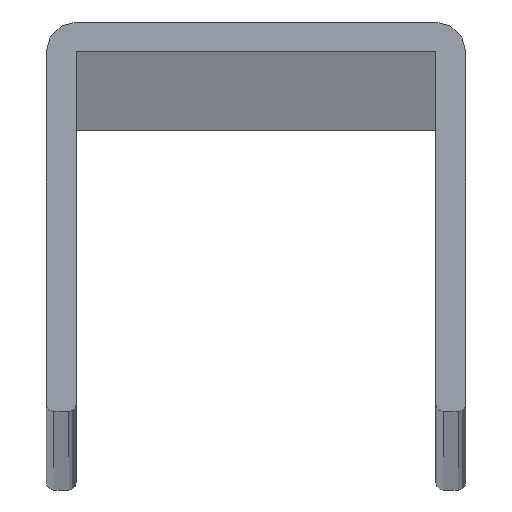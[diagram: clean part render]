
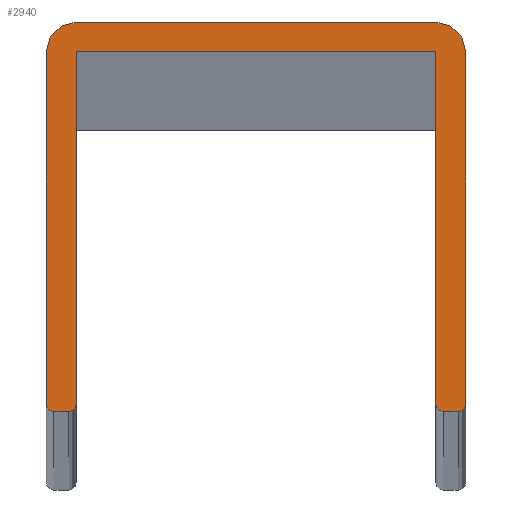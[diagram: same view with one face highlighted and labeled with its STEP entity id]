
A CAD part, top view. The second image highlights one B-rep face of the part: STEP entity #2940.
In plain terms, the highlighted planar face has unit normal (0, 0, 1).
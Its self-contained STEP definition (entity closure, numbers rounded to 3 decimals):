
#62 = DIRECTION ( 'NONE',  ( 0., -1., 0. ) ) ;
#318 = VERTEX_POINT ( 'NONE', #5240 ) ;
#449 = CARTESIAN_POINT ( 'NONE',  ( -12., 0.5, 1500. ) ) ;
#506 = CARTESIAN_POINT ( 'NONE',  ( 12., 26., 1500. ) ) ;
#572 = DIRECTION ( 'NONE',  ( 1., 0., 0. ) ) ;
#662 = VERTEX_POINT ( 'NONE', #10320 ) ;
#726 = DIRECTION ( 'NONE',  ( 0., 0., 1. ) ) ;
#925 = EDGE_LOOP ( 'NONE', ( #5633, #11154, #9080, #1388, #6230, #1692, #2986, #14591, #12539, #3121, #13893, #3071, #1797, #2847 ) ) ;
#974 = DIRECTION ( 'NONE',  ( 1., 0., 0. ) ) ;
#1122 = CARTESIAN_POINT ( 'NONE',  ( -14., 0.5, 1500. ) ) ;
#1173 = EDGE_CURVE ( 'NONE', #11795, #318, #2122, .T. ) ;
#1316 = CARTESIAN_POINT ( 'NONE',  ( -12.5, 0.5, 1500. ) ) ;
#1388 = ORIENTED_EDGE ( 'NONE', *, *, #7104, .T. ) ;
#1559 = CARTESIAN_POINT ( 'NONE',  ( -12., 24., 1500. ) ) ;
#1692 = ORIENTED_EDGE ( 'NONE', *, *, #6064, .T. ) ;
#1797 = ORIENTED_EDGE ( 'NONE', *, *, #13778, .F. ) ;
#1815 = CARTESIAN_POINT ( 'NONE',  ( -12., 24., 1500. ) ) ;
#1828 = VECTOR ( 'NONE', #62, 1000. ) ;
#1852 = VERTEX_POINT ( 'NONE', #2133 ) ;
#2122 = LINE ( 'NONE', #5157, #11410 ) ;
#2133 = CARTESIAN_POINT ( 'NONE',  ( -12., 26., 1500. ) ) ;
#2170 = CARTESIAN_POINT ( 'NONE',  ( 12., 0.5, 1500. ) ) ;
#2316 = CARTESIAN_POINT ( 'NONE',  ( 14., 24., 1500. ) ) ;
#2345 = DIRECTION ( 'NONE',  ( 0., 0., -1. ) ) ;
#2409 = CARTESIAN_POINT ( 'NONE',  ( -12., 26., 1500. ) ) ;
#2656 = EDGE_CURVE ( 'NONE', #12507, #4182, #7974, .T. ) ;
#2772 = EDGE_CURVE ( 'NONE', #3731, #318, #4654, .T. ) ;
#2847 = ORIENTED_EDGE ( 'NONE', *, *, #8491, .F. ) ;
#2940 = ADVANCED_FACE ( 'NONE', ( #9635 ), #13712, .T. ) ;
#2986 = ORIENTED_EDGE ( 'NONE', *, *, #10793, .T. ) ;
#3025 = CARTESIAN_POINT ( 'NONE',  ( -13.5, 0., 1500. ) ) ;
#3071 = ORIENTED_EDGE ( 'NONE', *, *, #1173, .F. ) ;
#3121 = ORIENTED_EDGE ( 'NONE', *, *, #7238, .F. ) ;
#3140 = CIRCLE ( 'NONE', #8416, 0.5 ) ;
#3355 = AXIS2_PLACEMENT_3D ( 'NONE', #1815, #10125, #4020 ) ;
#3525 = EDGE_CURVE ( 'NONE', #12102, #7334, #5906, .T. ) ;
#3616 = VERTEX_POINT ( 'NONE', #11743 ) ;
#3731 = VERTEX_POINT ( 'NONE', #11940 ) ;
#3918 = EDGE_CURVE ( 'NONE', #1852, #7334, #14795, .T. ) ;
#3934 = AXIS2_PLACEMENT_3D ( 'NONE', #7207, #9560, #15356 ) ;
#4013 = CIRCLE ( 'NONE', #3934, 0.5 ) ;
#4020 = DIRECTION ( 'NONE',  ( 1., 0., 0. ) ) ;
#4142 = EDGE_CURVE ( 'NONE', #4182, #11580, #10542, .T. ) ;
#4182 = VERTEX_POINT ( 'NONE', #2170 ) ;
#4238 = DIRECTION ( 'NONE',  ( 1., 0., 0. ) ) ;
#4242 = DIRECTION ( 'NONE',  ( 1., 0., 0. ) ) ;
#4643 = DIRECTION ( 'NONE',  ( 1., 0., 0. ) ) ;
#4654 = CIRCLE ( 'NONE', #8595, 0.5 ) ;
#5032 = CARTESIAN_POINT ( 'NONE',  ( 13.5, 0., 1500. ) ) ;
#5130 = AXIS2_PLACEMENT_3D ( 'NONE', #6591, #726, #4238 ) ;
#5157 = CARTESIAN_POINT ( 'NONE',  ( 14., 24., 1500. ) ) ;
#5240 = CARTESIAN_POINT ( 'NONE',  ( 14., 0.5, 1500. ) ) ;
#5537 = VECTOR ( 'NONE', #5740, 1000. ) ;
#5633 = ORIENTED_EDGE ( 'NONE', *, *, #3918, .T. ) ;
#5740 = DIRECTION ( 'NONE',  ( 0., 1., 0. ) ) ;
#5906 = LINE ( 'NONE', #1122, #5537 ) ;
#6064 = EDGE_CURVE ( 'NONE', #12416, #662, #9910, .T. ) ;
#6177 = LINE ( 'NONE', #3025, #10838 ) ;
#6230 = ORIENTED_EDGE ( 'NONE', *, *, #7466, .T. ) ;
#6282 = CARTESIAN_POINT ( 'NONE',  ( 13.5, 0.5, 1500. ) ) ;
#6563 = CARTESIAN_POINT ( 'NONE',  ( 12.5, 0., 1500. ) ) ;
#6591 = CARTESIAN_POINT ( 'NONE',  ( -12., 24., 1500. ) ) ;
#6930 = CARTESIAN_POINT ( 'NONE',  ( 12.5, 0.5, 1500. ) ) ;
#7058 = CARTESIAN_POINT ( 'NONE',  ( -13.5, 0., 1500. ) ) ;
#7104 = EDGE_CURVE ( 'NONE', #13139, #3616, #6177, .T. ) ;
#7149 = VECTOR ( 'NONE', #572, 1000. ) ;
#7207 = CARTESIAN_POINT ( 'NONE',  ( -13.5, 0.5, 1500. ) ) ;
#7238 = EDGE_CURVE ( 'NONE', #3731, #11580, #12527, .T. ) ;
#7334 = VERTEX_POINT ( 'NONE', #10095 ) ;
#7466 = EDGE_CURVE ( 'NONE', #3616, #12416, #3140, .T. ) ;
#7780 = CIRCLE ( 'NONE', #15389, 2. ) ;
#7945 = CARTESIAN_POINT ( 'NONE',  ( -12., 0.5, 1500. ) ) ;
#7951 = CARTESIAN_POINT ( 'NONE',  ( 12., 24., 1500. ) ) ;
#7974 = LINE ( 'NONE', #8422, #1828 ) ;
#8402 = DIRECTION ( 'NONE',  ( -1., 0., 0. ) ) ;
#8416 = AXIS2_PLACEMENT_3D ( 'NONE', #1316, #9634, #12011 ) ;
#8422 = CARTESIAN_POINT ( 'NONE',  ( 12., 24., 1500. ) ) ;
#8491 = EDGE_CURVE ( 'NONE', #1852, #9991, #11833, .T. ) ;
#8595 = AXIS2_PLACEMENT_3D ( 'NONE', #6282, #8724, #4242 ) ;
#8724 = DIRECTION ( 'NONE',  ( 0., 0., 1. ) ) ;
#8939 = CARTESIAN_POINT ( 'NONE',  ( -14., 0.5, 1500. ) ) ;
#9080 = ORIENTED_EDGE ( 'NONE', *, *, #10987, .T. ) ;
#9368 = VECTOR ( 'NONE', #13316, 1000. ) ;
#9549 = VECTOR ( 'NONE', #11353, 1000. ) ;
#9560 = DIRECTION ( 'NONE',  ( 0., 0., 1. ) ) ;
#9624 = VECTOR ( 'NONE', #10767, 1000. ) ;
#9634 = DIRECTION ( 'NONE',  ( 0., 0., 1. ) ) ;
#9635 = FACE_OUTER_BOUND ( 'NONE', #925, .T. ) ;
#9910 = LINE ( 'NONE', #7945, #9549 ) ;
#9991 = VERTEX_POINT ( 'NONE', #506 ) ;
#10095 = CARTESIAN_POINT ( 'NONE',  ( -14., 24., 1500. ) ) ;
#10125 = DIRECTION ( 'NONE',  ( 0., 0., 1. ) ) ;
#10320 = CARTESIAN_POINT ( 'NONE',  ( -12., 24., 1500. ) ) ;
#10542 = CIRCLE ( 'NONE', #13882, 0.5 ) ;
#10767 = DIRECTION ( 'NONE',  ( 1., 0., 0. ) ) ;
#10793 = EDGE_CURVE ( 'NONE', #662, #12507, #13099, .T. ) ;
#10838 = VECTOR ( 'NONE', #4643, 1000. ) ;
#10987 = EDGE_CURVE ( 'NONE', #12102, #13139, #4013, .T. ) ;
#11154 = ORIENTED_EDGE ( 'NONE', *, *, #3525, .F. ) ;
#11353 = DIRECTION ( 'NONE',  ( 0., 1., 0. ) ) ;
#11410 = VECTOR ( 'NONE', #13516, 1000. ) ;
#11580 = VERTEX_POINT ( 'NONE', #6563 ) ;
#11743 = CARTESIAN_POINT ( 'NONE',  ( -12.5, 0., 1500. ) ) ;
#11795 = VERTEX_POINT ( 'NONE', #2316 ) ;
#11833 = LINE ( 'NONE', #2409, #9624 ) ;
#11940 = CARTESIAN_POINT ( 'NONE',  ( 13.5, 0., 1500. ) ) ;
#12011 = DIRECTION ( 'NONE',  ( 1., 0., 0. ) ) ;
#12102 = VERTEX_POINT ( 'NONE', #8939 ) ;
#12416 = VERTEX_POINT ( 'NONE', #449 ) ;
#12507 = VERTEX_POINT ( 'NONE', #7951 ) ;
#12527 = LINE ( 'NONE', #5032, #9368 ) ;
#12539 = ORIENTED_EDGE ( 'NONE', *, *, #4142, .T. ) ;
#12961 = DIRECTION ( 'NONE',  ( 0., 0., 1. ) ) ;
#13074 = CARTESIAN_POINT ( 'NONE',  ( 12., 24., 1500. ) ) ;
#13099 = LINE ( 'NONE', #1559, #7149 ) ;
#13139 = VERTEX_POINT ( 'NONE', #7058 ) ;
#13316 = DIRECTION ( 'NONE',  ( -1., 0., 0. ) ) ;
#13516 = DIRECTION ( 'NONE',  ( 0., -1., 0. ) ) ;
#13712 = PLANE ( 'NONE',  #3355 ) ;
#13778 = EDGE_CURVE ( 'NONE', #9991, #11795, #7780, .T. ) ;
#13882 = AXIS2_PLACEMENT_3D ( 'NONE', #6930, #12961, #974 ) ;
#13893 = ORIENTED_EDGE ( 'NONE', *, *, #2772, .T. ) ;
#14591 = ORIENTED_EDGE ( 'NONE', *, *, #2656, .T. ) ;
#14795 = CIRCLE ( 'NONE', #5130, 2. ) ;
#15356 = DIRECTION ( 'NONE',  ( 1., 0., 0. ) ) ;
#15389 = AXIS2_PLACEMENT_3D ( 'NONE', #13074, #2345, #8402 ) ;
